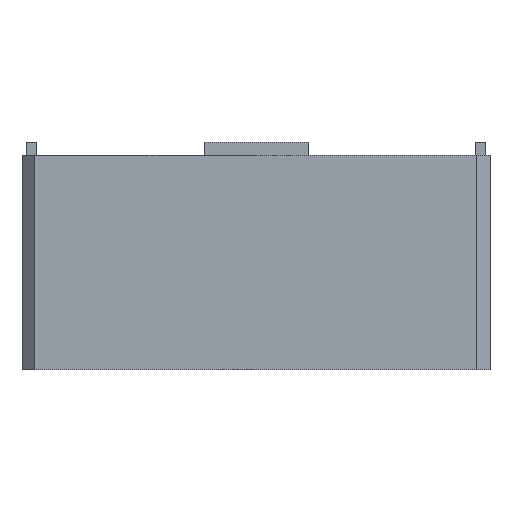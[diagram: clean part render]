
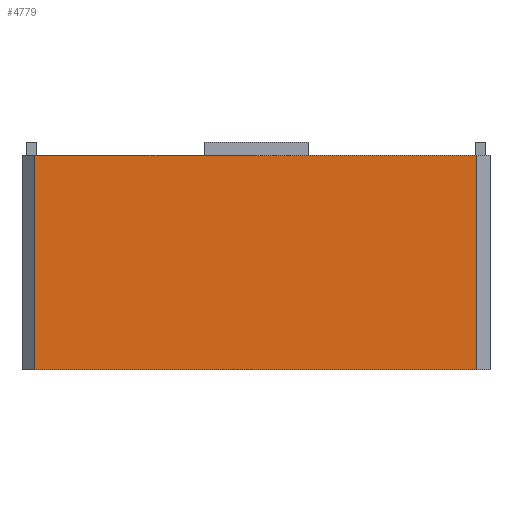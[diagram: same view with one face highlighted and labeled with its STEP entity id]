
A CAD part, left-side view. The second image highlights one B-rep face of the part: STEP entity #4779.
In plain terms, the highlighted planar face has unit normal (-1, 0, 0).
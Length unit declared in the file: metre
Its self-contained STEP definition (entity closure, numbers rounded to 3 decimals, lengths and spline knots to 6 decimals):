
#788=ORIENTED_EDGE('',*,*,#2247,.T.);
#789=ORIENTED_EDGE('',*,*,#2248,.T.);
#790=ORIENTED_EDGE('',*,*,#2217,.F.);
#791=ORIENTED_EDGE('',*,*,#2249,.T.);
#2217=EDGE_CURVE('',#2947,#2948,#3289,.T.);
#2247=EDGE_CURVE('',#2972,#2973,#3315,.T.);
#2248=EDGE_CURVE('',#2973,#2948,#3316,.T.);
#2249=EDGE_CURVE('',#2947,#2972,#3317,.T.);
#2947=VERTEX_POINT('',#6936);
#2948=VERTEX_POINT('',#6937);
#2972=VERTEX_POINT('',#6994);
#2973=VERTEX_POINT('',#6995);
#3289=LINE('',#6935,#3696);
#3315=LINE('',#6993,#3722);
#3316=LINE('',#6996,#3723);
#3317=LINE('',#6997,#3724);
#3696=VECTOR('',#5476,1.);
#3722=VECTOR('',#5516,1.);
#3723=VECTOR('',#5517,1.);
#3724=VECTOR('',#5518,1.);
#4055=EDGE_LOOP('',(#788,#789,#790,#791));
#4374=FACE_BOUND('',#4055,.T.);
#4661=PLANE('',#5107);
#4779=ADVANCED_FACE('',(#4374),#4661,.F.);
#5107=AXIS2_PLACEMENT_3D('',#6992,#5514,#5515);
#5476=DIRECTION('',(0.,-1.,0.));
#5514=DIRECTION('',(1.,0.,0.));
#5515=DIRECTION('',(0.,0.,-1.));
#5516=DIRECTION('',(0.,-1.,0.));
#5517=DIRECTION('',(0.,0.,1.));
#5518=DIRECTION('',(0.,0.,-1.));
#6935=CARTESIAN_POINT('',(-0.09,0.,-0.0205));
#6936=CARTESIAN_POINT('',(-0.09,0.085,-0.0205));
#6937=CARTESIAN_POINT('',(-0.09,-0.085,-0.0205));
#6992=CARTESIAN_POINT('',(-0.09,0.,-0.020498));
#6993=CARTESIAN_POINT('',(-0.09,0.,-0.103));
#6994=CARTESIAN_POINT('',(-0.09,0.085,-0.103));
#6995=CARTESIAN_POINT('',(-0.09,-0.085,-0.103));
#6996=CARTESIAN_POINT('',(-0.09,-0.085,-0.0205));
#6997=CARTESIAN_POINT('',(-0.09,0.085,-0.020498));
